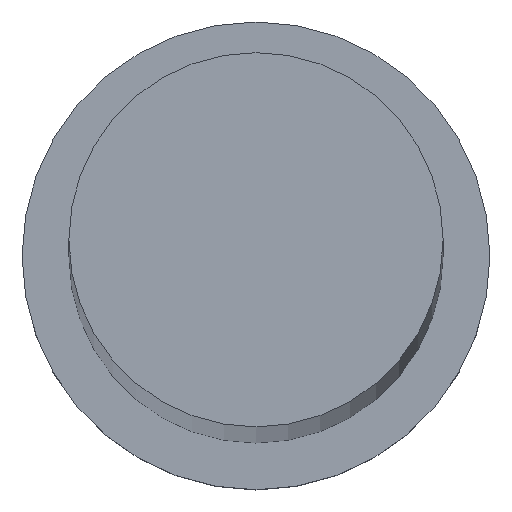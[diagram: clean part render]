
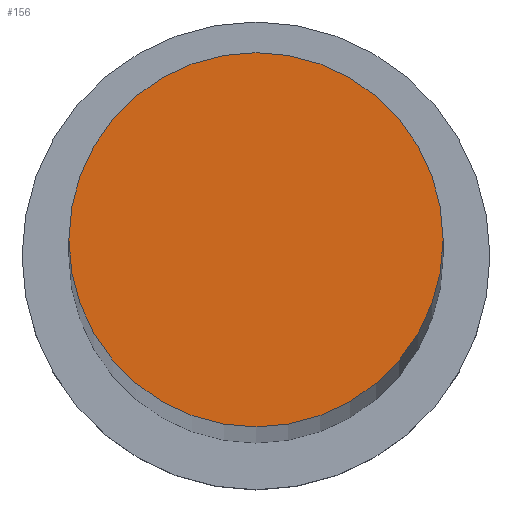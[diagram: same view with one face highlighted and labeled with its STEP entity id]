
A CAD part, top view. The second image highlights one B-rep face of the part: STEP entity #156.
In plain terms, the highlighted planar face has unit normal (0, 0, 1).
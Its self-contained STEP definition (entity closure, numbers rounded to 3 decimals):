
#1 = CARTESIAN_POINT ( 'NONE',  ( 0., 0., 800. ) ) ;
#4 = DIRECTION ( 'NONE',  ( 1., 0., 0. ) ) ;
#34 = VERTEX_POINT ( 'NONE', #109 ) ;
#39 = DIRECTION ( 'NONE',  ( 0., 0., 1. ) ) ;
#40 = DIRECTION ( 'NONE',  ( 1., 0., 0. ) ) ;
#74 = CARTESIAN_POINT ( 'NONE',  ( 0., 0., 800. ) ) ;
#77 = DIRECTION ( 'NONE',  ( 0., 0., 1. ) ) ;
#91 = VERTEX_POINT ( 'NONE', #221 ) ;
#109 = CARTESIAN_POINT ( 'NONE',  ( -16., 0., 800. ) ) ;
#115 = CARTESIAN_POINT ( 'NONE',  ( 0., 0., 800. ) ) ;
#144 = AXIS2_PLACEMENT_3D ( 'NONE', #115, #77, #40 ) ;
#151 = AXIS2_PLACEMENT_3D ( 'NONE', #74, #231, #188 ) ;
#152 = PLANE ( 'NONE',  #144 ) ;
#156 = ADVANCED_FACE ( 'NONE', ( #194 ), #152, .T. ) ;
#188 = DIRECTION ( 'NONE',  ( 1., 0., 0. ) ) ;
#189 = EDGE_CURVE ( 'NONE', #34, #91, #193, .T. ) ;
#191 = AXIS2_PLACEMENT_3D ( 'NONE', #1, #39, #4 ) ;
#193 = CIRCLE ( 'NONE', #191, 16. ) ;
#194 = FACE_OUTER_BOUND ( 'NONE', #240, .T. ) ;
#221 = CARTESIAN_POINT ( 'NONE',  ( 16., 0., 800. ) ) ;
#230 = ORIENTED_EDGE ( 'NONE', *, *, #189, .T. ) ;
#231 = DIRECTION ( 'NONE',  ( 0., 0., 1. ) ) ;
#235 = EDGE_CURVE ( 'NONE', #91, #34, #242, .T. ) ;
#240 = EDGE_LOOP ( 'NONE', ( #230, #251 ) ) ;
#242 = CIRCLE ( 'NONE', #151, 16. ) ;
#251 = ORIENTED_EDGE ( 'NONE', *, *, #235, .T. ) ;
